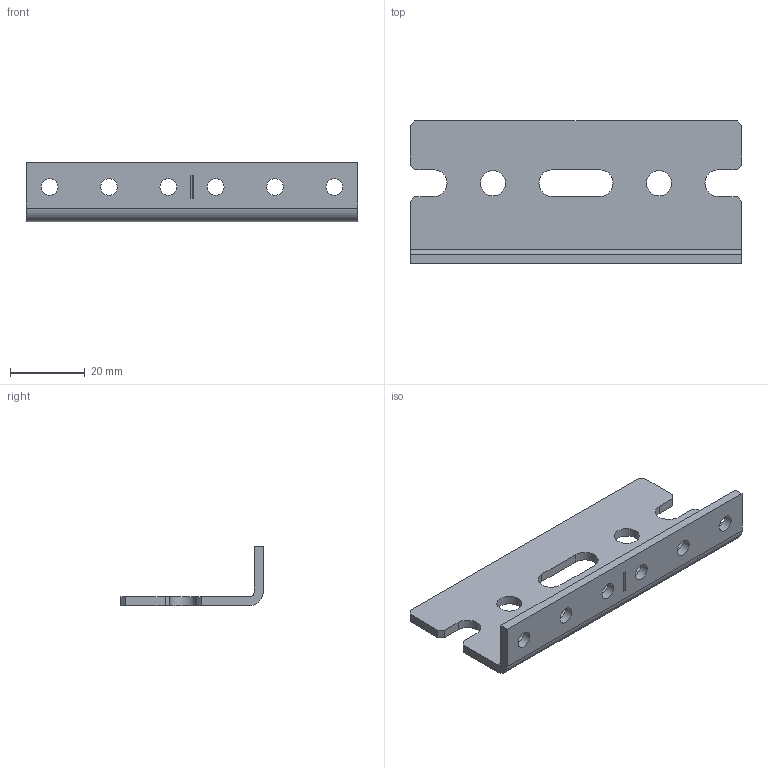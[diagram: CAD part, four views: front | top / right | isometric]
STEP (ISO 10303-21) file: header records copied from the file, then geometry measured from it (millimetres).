
FILE_DESCRIPTION(/* description */ ('Unknown'),/* implementation_level */ '2;1');
FILE_NAME(/* name */ 'URR2U',/* time_stamp */ '2016-06-10T14:00:40-04:00',/* author */ ('Unknown'),/* organization */ ('Unknown'),/* preprocessor_version */ 'ST-DEVELOPER v16.7',/* originating_system */ 'DEX',/* authorisation */ $);
FILE_SCHEMA (('AP203_CONFIGURATION_CONTROLLED_3D_DESIGN_OF_MECHANICAL_PARTS_AND_ASSEMBLIES_MIM_LF { 1 0 10303 203 3 1 4 }','AUTOMOTIVE_DESIGN {1 0 10303 214 3 1 1}'));
Length unit declared in the file: millimetre
Products named in the file (1): COM57213-2
Bounding box: 88.9 x 38.1 x 15.88 mm (x, y, z)
Volume: 9791 mm3; surface area: 9286.9 mm2
Topology: 1 solids, 1 shells, 40 faces, 117 edges, 80 vertices
Faces by surface type: plane 26, cylinder 14
Full cylindrical faces by diameter (mm): 4.496 x6, 6.756 x2
Entity records: 1309 total; most frequent: CARTESIAN_POINT 218, DIRECTION 213, ORIENTED_EDGE 206, EDGE_CURVE 103, LINE 75, VECTOR 75, VERTEX_POINT 74, AXIS2_PLACEMENT_3D 69
